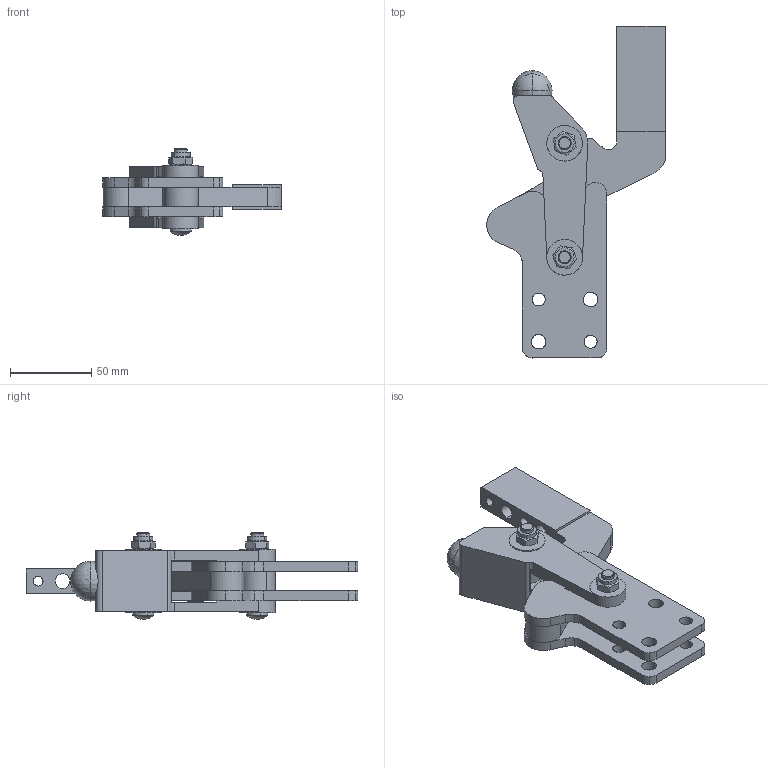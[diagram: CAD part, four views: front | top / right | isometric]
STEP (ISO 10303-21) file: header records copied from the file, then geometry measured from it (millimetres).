
FILE_DESCRIPTION(('CATIA V5 STEP Exchange'),'2;1');
FILE_NAME('MODULSPANNER_TS_V_HD_1300_BW15_2_46_A_357836_TUENKERS.stp','2019-02-06T07:05:31+00:00',('none'),('none'),'CATIA Version 5 Release 19 SP 9 (IN-10)','CATIA V5 STEP AP214','none');
FILE_SCHEMA(('AUTOMOTIVE_DESIGN { 1 0 10303 214 1 1 1 1 }'));
Length unit declared in the file: millimetre
Products named in the file (1): MODULSPANNER_TS_V_HD_1300_BW15_2_46_A_357836
Bounding box: 109.99 x 204.5 x 53.47 mm (x, y, z)
Volume: 206707.1 mm3; surface area: 61405 mm2
Topology: 1 solids, 3 shells, 229 faces, 700 edges, 478 vertices
Faces by surface type: cylinder 110, plane 93, cone 18, sphere 8
Entity records: 10721 total; most frequent: CARTESIAN_POINT 3007, ORIENTED_EDGE 1384, DIRECTION 1024, EDGE_CURVE 692, VERTEX_POINT 478, AXIS2_PLACEMENT_3D 476, VECTOR 320, LINE 320
